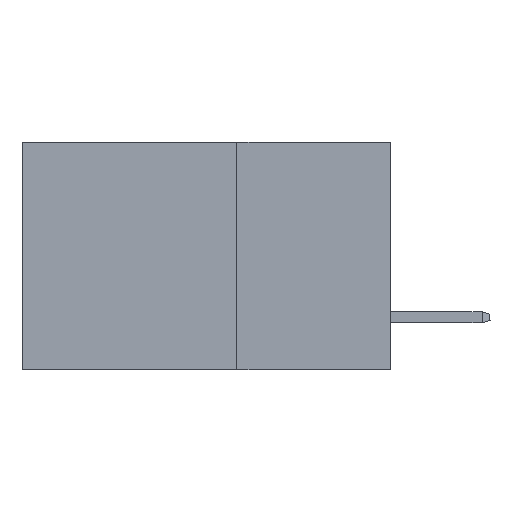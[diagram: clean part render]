
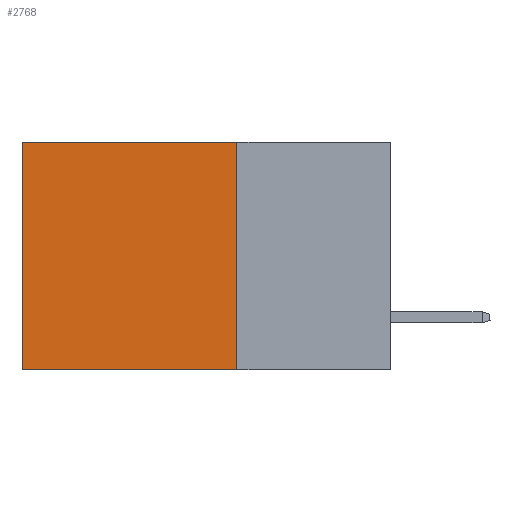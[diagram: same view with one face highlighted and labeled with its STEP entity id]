
A CAD part, left-side view. The second image highlights one B-rep face of the part: STEP entity #2768.
In plain terms, the highlighted planar face has unit normal (-1, 0, 0).
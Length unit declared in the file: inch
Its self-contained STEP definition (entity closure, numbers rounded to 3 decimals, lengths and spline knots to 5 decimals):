
#484 = DIRECTION ( 'NONE',  ( 0., 0., -1. ) ) ;
#513 = FACE_OUTER_BOUND ( 'NONE', #13434, .T. ) ;
#2149 = LINE ( 'NONE', #4436, #19079 ) ;
#2173 = VECTOR ( 'NONE', #9277, 39.37008 ) ;
#2389 = CARTESIAN_POINT ( 'NONE',  ( 0.2875, 0.25, 0. ) ) ;
#2768 = ADVANCED_FACE ( 'NONE', ( #513 ), #21211, .F. ) ;
#4134 = DIRECTION ( 'NONE',  ( 0., 0., -1. ) ) ;
#4265 = CARTESIAN_POINT ( 'NONE',  ( 0.2875, 0.6, 0. ) ) ;
#4436 = CARTESIAN_POINT ( 'NONE',  ( 0.2875, 0.25, -0.37 ) ) ;
#4641 = EDGE_CURVE ( 'NONE', #21991, #5545, #12205, .T. ) ;
#4659 = VERTEX_POINT ( 'NONE', #4265 ) ;
#5545 = VERTEX_POINT ( 'NONE', #26440 ) ;
#5574 = ORIENTED_EDGE ( 'NONE', *, *, #4641, .F. ) ;
#5671 = AXIS2_PLACEMENT_3D ( 'NONE', #2389, #8846, #16789 ) ;
#7118 = CARTESIAN_POINT ( 'NONE',  ( 0.2875, 0.25, 0. ) ) ;
#7437 = EDGE_CURVE ( 'NONE', #5545, #9183, #2149, .T. ) ;
#7731 = CARTESIAN_POINT ( 'NONE',  ( 0.2875, 0.25, 0. ) ) ;
#8846 = DIRECTION ( 'NONE',  ( 1., 0., 0. ) ) ;
#9183 = VERTEX_POINT ( 'NONE', #11955 ) ;
#9277 = DIRECTION ( 'NONE',  ( 0., 1., 0. ) ) ;
#10069 = ORIENTED_EDGE ( 'NONE', *, *, #20934, .T. ) ;
#10174 = CARTESIAN_POINT ( 'NONE',  ( 0.2875, 0.25, 0. ) ) ;
#11490 = VECTOR ( 'NONE', #484, 39.37008 ) ;
#11955 = CARTESIAN_POINT ( 'NONE',  ( 0.2875, 0.6, -0.37 ) ) ;
#12205 = LINE ( 'NONE', #10174, #22980 ) ;
#12594 = CARTESIAN_POINT ( 'NONE',  ( 0.2875, 0.6, 0. ) ) ;
#13434 = EDGE_LOOP ( 'NONE', ( #17840, #25358, #5574, #10069 ) ) ;
#16789 = DIRECTION ( 'NONE',  ( 0., 0., -1. ) ) ;
#17840 = ORIENTED_EDGE ( 'NONE', *, *, #18620, .T. ) ;
#18620 = EDGE_CURVE ( 'NONE', #4659, #9183, #22796, .T. ) ;
#19079 = VECTOR ( 'NONE', #22566, 39.37008 ) ;
#20934 = EDGE_CURVE ( 'NONE', #21991, #4659, #25514, .T. ) ;
#21211 = PLANE ( 'NONE',  #5671 ) ;
#21991 = VERTEX_POINT ( 'NONE', #7731 ) ;
#22566 = DIRECTION ( 'NONE',  ( 0., 1., 0. ) ) ;
#22796 = LINE ( 'NONE', #12594, #11490 ) ;
#22980 = VECTOR ( 'NONE', #4134, 39.37008 ) ;
#25358 = ORIENTED_EDGE ( 'NONE', *, *, #7437, .F. ) ;
#25514 = LINE ( 'NONE', #7118, #2173 ) ;
#26440 = CARTESIAN_POINT ( 'NONE',  ( 0.2875, 0.25, -0.37 ) ) ;
